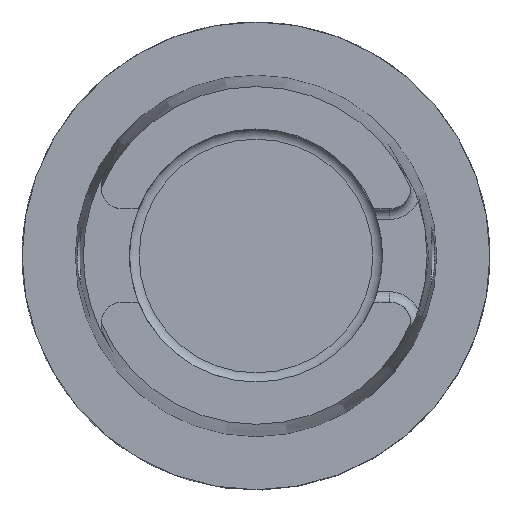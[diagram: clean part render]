
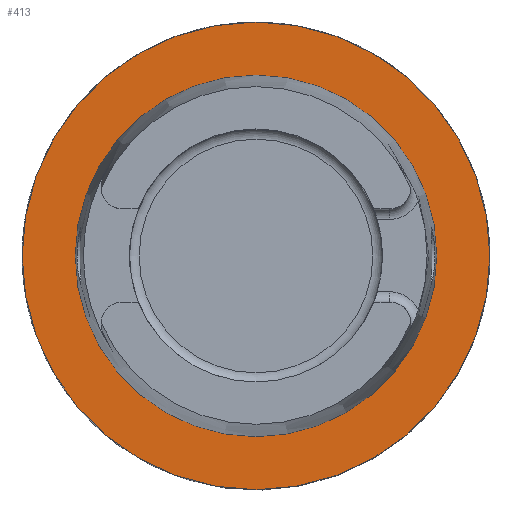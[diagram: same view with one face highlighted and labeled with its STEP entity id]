
A CAD part, top view. The second image highlights one B-rep face of the part: STEP entity #413.
In plain terms, the highlighted planar face has unit normal (0, 0, 1).
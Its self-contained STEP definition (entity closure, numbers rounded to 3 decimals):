
#65=PLANE('',#1419);
#167=CIRCLE('',#1382,31.47);
#185=CIRCLE('',#1417,24.321);
#413=ADVANCED_FACE('',(#497,#498),#65,.F.);
#497=FACE_BOUND('',#566,.T.);
#498=FACE_BOUND('',#567,.T.);
#566=EDGE_LOOP('',(#812));
#567=EDGE_LOOP('',(#813));
#812=ORIENTED_EDGE('',*,*,#1189,.T.);
#813=ORIENTED_EDGE('',*,*,#1265,.T.);
#1050=VERTEX_POINT('',#2280);
#1103=VERTEX_POINT('',#2575);
#1189=EDGE_CURVE('',#1050,#1050,#167,.T.);
#1265=EDGE_CURVE('',#1103,#1103,#185,.T.);
#1382=AXIS2_PLACEMENT_3D('',#2279,#1589,#1590);
#1417=AXIS2_PLACEMENT_3D('',#2574,#1697,#1698);
#1419=AXIS2_PLACEMENT_3D('',#2577,#1701,#1702);
#1589=DIRECTION('',(0.,0.,1.));
#1590=DIRECTION('',(-1.,0.,0.));
#1697=DIRECTION('',(0.,0.,-1.));
#1698=DIRECTION('',(-1.,0.,0.));
#1701=DIRECTION('',(0.,0.,-1.));
#1702=DIRECTION('',(-1.,0.,0.));
#2279=CARTESIAN_POINT('',(0.,0.,0.));
#2280=CARTESIAN_POINT('',(-31.47,0.,0.));
#2574=CARTESIAN_POINT('',(0.,0.,0.));
#2575=CARTESIAN_POINT('',(-24.321,0.,0.));
#2577=CARTESIAN_POINT('',(0.,25.43,0.));
